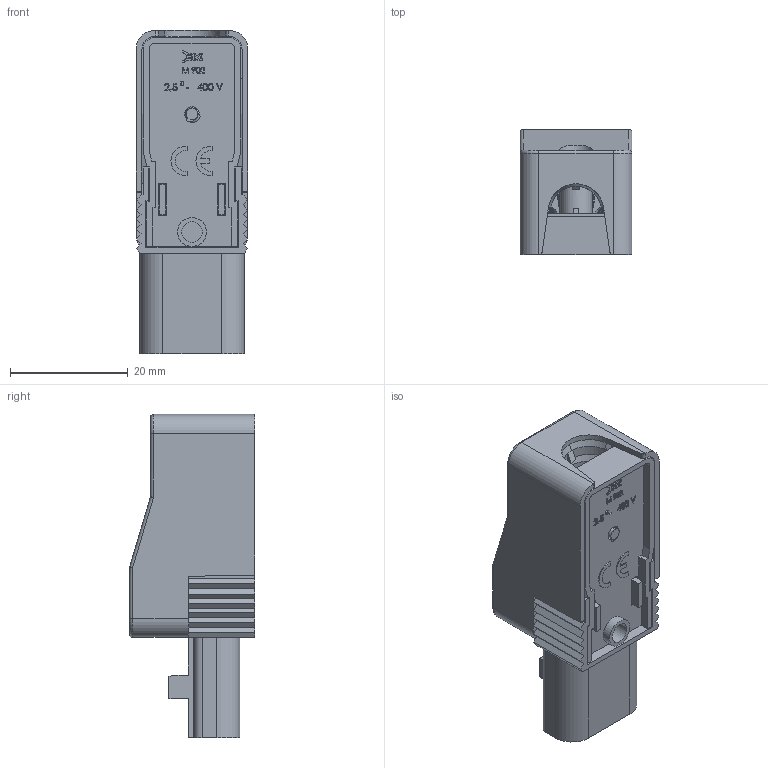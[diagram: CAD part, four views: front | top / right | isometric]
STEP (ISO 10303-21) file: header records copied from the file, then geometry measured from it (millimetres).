
FILE_DESCRIPTION (( 'STEP AP203' ), '1' );
FILE_NAME ('B9024.STEP', '2022-12-20T09:52:57', ( '' ), ( '' ), 'SwSTEP 2.0', 'SolidWorks 2022', '' );
FILE_SCHEMA (( 'CONFIG_CONTROL_DESIGN' ));
Length unit declared in the file: millimetre
Products named in the file (8): SAVTC2913; B9024; SABUSF903; B9022; SAVMIC36; SBM902B; SCM902B
Assembly tree (9 placements, depth 3):
  B9024
    B9022
      B9022
      SAVMIC36  x2
      SABUSF903  x2
    SAVTC2913
    SBM902B
    SCM902B
Bounding box: 19 x 21.37 x 54.9 mm (x, y, z)
Volume: 7189.1 mm3; surface area: 14142.7 mm2
Topology: 8 solids, 8 shells, 1202 faces, 3243 edges, 2119 vertices
Faces by surface type: plane 669, cylinder 317, bspline 121, cone 68, torus 27
Entity records: 45788 total; most frequent: CARTESIAN_POINT 17834, ORIENTED_EDGE 5938, DIRECTION 5181, EDGE_CURVE 2969, LINE 1953, VECTOR 1953, VERTEX_POINT 1945, AXIS2_PLACEMENT_3D 1614
